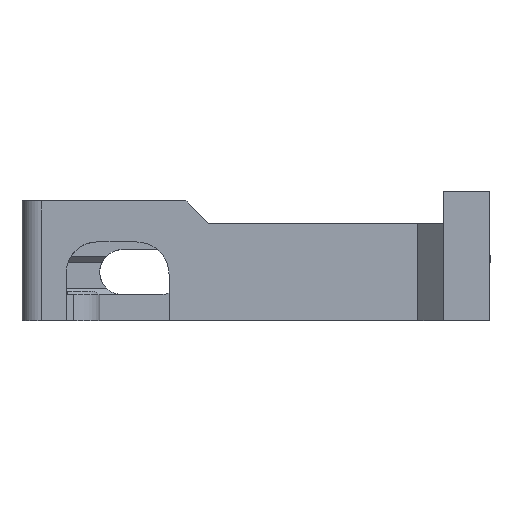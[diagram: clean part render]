
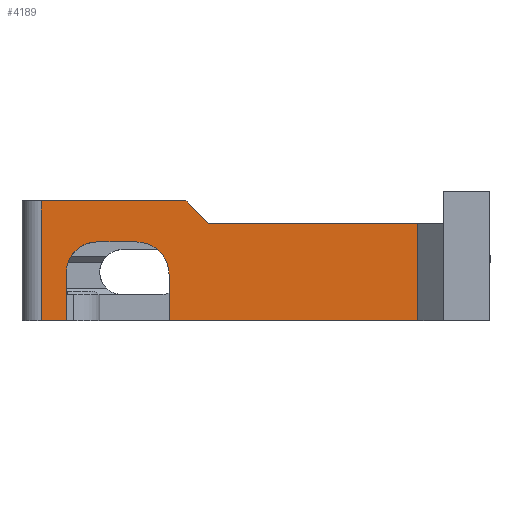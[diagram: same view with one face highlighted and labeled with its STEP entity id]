
A CAD part, left-side view. The second image highlights one B-rep face of the part: STEP entity #4189.
In plain terms, the highlighted planar face has unit normal (-1, 0, 0).
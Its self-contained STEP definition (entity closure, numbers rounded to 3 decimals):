
#29 = LINE ( 'NONE', #2664, #4821 ) ;
#30 = LINE ( 'NONE', #3946, #480 ) ;
#49 = DIRECTION ( 'NONE',  ( 0., 0., -1. ) ) ;
#59 = DIRECTION ( 'NONE',  ( 0., -1., 0. ) ) ;
#151 = CARTESIAN_POINT ( 'NONE',  ( -62.69, -31.594, 11.669 ) ) ;
#264 = DIRECTION ( 'NONE',  ( 0., 1., 0. ) ) ;
#358 = DIRECTION ( 'NONE',  ( 0., -1., 0. ) ) ;
#398 = EDGE_LOOP ( 'NONE', ( #4111, #3241, #775, #970, #4709, #2529, #747, #719, #4619, #4301, #4347, #2549 ) ) ;
#430 = VERTEX_POINT ( 'NONE', #1639 ) ;
#448 = LINE ( 'NONE', #2464, #3212 ) ;
#480 = VECTOR ( 'NONE', #3227, 1000. ) ;
#554 = LINE ( 'NONE', #4577, #2517 ) ;
#558 = DIRECTION ( 'NONE',  ( 0., 0., 1. ) ) ;
#568 = EDGE_CURVE ( 'NONE', #3018, #1264, #448, .T. ) ;
#638 = DIRECTION ( 'NONE',  ( 0., 1., 0. ) ) ;
#719 = ORIENTED_EDGE ( 'NONE', *, *, #3152, .F. ) ;
#747 = ORIENTED_EDGE ( 'NONE', *, *, #3681, .F. ) ;
#775 = ORIENTED_EDGE ( 'NONE', *, *, #2718, .F. ) ;
#795 = AXIS2_PLACEMENT_3D ( 'NONE', #1670, #4316, #3577 ) ;
#801 = DIRECTION ( 'NONE',  ( 0., 0., 1. ) ) ;
#945 = CARTESIAN_POINT ( 'NONE',  ( -62.69, -20.426, 12. ) ) ;
#959 = PLANE ( 'NONE',  #3755 ) ;
#970 = ORIENTED_EDGE ( 'NONE', *, *, #3836, .T. ) ;
#1030 = VECTOR ( 'NONE', #358, 1000. ) ;
#1253 = FACE_OUTER_BOUND ( 'NONE', #398, .T. ) ;
#1264 = VERTEX_POINT ( 'NONE', #2707 ) ;
#1340 = EDGE_CURVE ( 'NONE', #4097, #3445, #554, .T. ) ;
#1341 = DIRECTION ( 'NONE',  ( -1., 0., 0. ) ) ;
#1561 = EDGE_CURVE ( 'NONE', #2650, #2474, #3159, .T. ) ;
#1639 = CARTESIAN_POINT ( 'NONE',  ( -62.69, -31.594, 4.5 ) ) ;
#1642 = VERTEX_POINT ( 'NONE', #4331 ) ;
#1670 = CARTESIAN_POINT ( 'NONE',  ( -62.69, -26.594, 11.669 ) ) ;
#1731 = VECTOR ( 'NONE', #3671, 1000. ) ;
#1853 = CIRCLE ( 'NONE', #4291, 4.669 ) ;
#1856 = LINE ( 'NONE', #2228, #4404 ) ;
#1896 = EDGE_CURVE ( 'NONE', #1642, #1264, #3277, .T. ) ;
#1911 = CARTESIAN_POINT ( 'NONE',  ( -62.69, -31.594, 12. ) ) ;
#1915 = CARTESIAN_POINT ( 'NONE',  ( -62.69, -11.894, 4.5 ) ) ;
#1998 = VERTEX_POINT ( 'NONE', #1915 ) ;
#2002 = EDGE_CURVE ( 'NONE', #430, #3018, #2576, .T. ) ;
#2214 = VECTOR ( 'NONE', #4621, 1000. ) ;
#2228 = CARTESIAN_POINT ( 'NONE',  ( -62.69, -30.426, 16.669 ) ) ;
#2263 = EDGE_CURVE ( 'NONE', #430, #2474, #3263, .T. ) ;
#2360 = CARTESIAN_POINT ( 'NONE',  ( -62.69, -15.757, 4.5 ) ) ;
#2399 = CARTESIAN_POINT ( 'NONE',  ( -62.69, -11.894, 23. ) ) ;
#2464 = CARTESIAN_POINT ( 'NONE',  ( -62.69, -70., 19.5 ) ) ;
#2474 = VERTEX_POINT ( 'NONE', #151 ) ;
#2517 = VECTOR ( 'NONE', #49, 1000. ) ;
#2529 = ORIENTED_EDGE ( 'NONE', *, *, #1340, .F. ) ;
#2549 = ORIENTED_EDGE ( 'NONE', *, *, #568, .T. ) ;
#2576 = LINE ( 'NONE', #4587, #4434 ) ;
#2645 = CARTESIAN_POINT ( 'NONE',  ( -62.69, -26.594, 16.669 ) ) ;
#2650 = VERTEX_POINT ( 'NONE', #2645 ) ;
#2664 = CARTESIAN_POINT ( 'NONE',  ( -62.69, -11.894, 4.5 ) ) ;
#2707 = CARTESIAN_POINT ( 'NONE',  ( -62.69, -70., 19.5 ) ) ;
#2718 = EDGE_CURVE ( 'NONE', #4119, #3421, #30, .T. ) ;
#2771 = VECTOR ( 'NONE', #801, 1000. ) ;
#2792 = CARTESIAN_POINT ( 'NONE',  ( -62.69, -20.426, 16.669 ) ) ;
#2901 = CARTESIAN_POINT ( 'NONE',  ( -62.69, -70., 4.5 ) ) ;
#2960 = VERTEX_POINT ( 'NONE', #2792 ) ;
#3018 = VERTEX_POINT ( 'NONE', #2901 ) ;
#3152 = EDGE_CURVE ( 'NONE', #2650, #2960, #1856, .T. ) ;
#3159 = CIRCLE ( 'NONE', #795, 5. ) ;
#3212 = VECTOR ( 'NONE', #558, 1000. ) ;
#3227 = DIRECTION ( 'NONE',  ( 0., -1., 0. ) ) ;
#3241 = ORIENTED_EDGE ( 'NONE', *, *, #3655, .T. ) ;
#3263 = LINE ( 'NONE', #1911, #2771 ) ;
#3277 = LINE ( 'NONE', #4159, #1030 ) ;
#3296 = CARTESIAN_POINT ( 'NONE',  ( -62.69, -33.21, 24. ) ) ;
#3421 = VERTEX_POINT ( 'NONE', #3868 ) ;
#3432 = LINE ( 'NONE', #4242, #2214 ) ;
#3445 = VERTEX_POINT ( 'NONE', #2360 ) ;
#3448 = EDGE_CURVE ( 'NONE', #1998, #3445, #3432, .T. ) ;
#3577 = DIRECTION ( 'NONE',  ( 0., 1., 0. ) ) ;
#3587 = CARTESIAN_POINT ( 'NONE',  ( -62.69, -15.757, 12. ) ) ;
#3655 = EDGE_CURVE ( 'NONE', #1642, #3421, #3983, .T. ) ;
#3671 = DIRECTION ( 'NONE',  ( 0., 0.707, 0.707 ) ) ;
#3681 = EDGE_CURVE ( 'NONE', #2960, #4097, #1853, .T. ) ;
#3755 = AXIS2_PLACEMENT_3D ( 'NONE', #4407, #4377, #638 ) ;
#3836 = EDGE_CURVE ( 'NONE', #4119, #1998, #29, .T. ) ;
#3868 = CARTESIAN_POINT ( 'NONE',  ( -62.69, -34.21, 23. ) ) ;
#3946 = CARTESIAN_POINT ( 'NONE',  ( -62.69, -6.894, 23. ) ) ;
#3983 = LINE ( 'NONE', #3296, #1731 ) ;
#3998 = DIRECTION ( 'NONE',  ( 0., -1., 0. ) ) ;
#4097 = VERTEX_POINT ( 'NONE', #3587 ) ;
#4111 = ORIENTED_EDGE ( 'NONE', *, *, #1896, .F. ) ;
#4119 = VERTEX_POINT ( 'NONE', #2399 ) ;
#4159 = CARTESIAN_POINT ( 'NONE',  ( -62.69, -6.274, 19.5 ) ) ;
#4168 = DIRECTION ( 'NONE',  ( 0., 0., -1. ) ) ;
#4189 = ADVANCED_FACE ( 'NONE', ( #1253 ), #959, .F. ) ;
#4242 = CARTESIAN_POINT ( 'NONE',  ( -62.69, -6.274, 4.5 ) ) ;
#4291 = AXIS2_PLACEMENT_3D ( 'NONE', #945, #1341, #3998 ) ;
#4301 = ORIENTED_EDGE ( 'NONE', *, *, #2263, .F. ) ;
#4316 = DIRECTION ( 'NONE',  ( 1., 0., 0. ) ) ;
#4331 = CARTESIAN_POINT ( 'NONE',  ( -62.69, -37.71, 19.5 ) ) ;
#4347 = ORIENTED_EDGE ( 'NONE', *, *, #2002, .T. ) ;
#4377 = DIRECTION ( 'NONE',  ( 1., 0., 0. ) ) ;
#4404 = VECTOR ( 'NONE', #264, 1000. ) ;
#4407 = CARTESIAN_POINT ( 'NONE',  ( -62.69, -6.894, 19.5 ) ) ;
#4434 = VECTOR ( 'NONE', #59, 1000. ) ;
#4577 = CARTESIAN_POINT ( 'NONE',  ( -62.69, -15.757, 12. ) ) ;
#4587 = CARTESIAN_POINT ( 'NONE',  ( -62.69, -6.274, 4.5 ) ) ;
#4619 = ORIENTED_EDGE ( 'NONE', *, *, #1561, .T. ) ;
#4621 = DIRECTION ( 'NONE',  ( 0., -1., 0. ) ) ;
#4709 = ORIENTED_EDGE ( 'NONE', *, *, #3448, .T. ) ;
#4821 = VECTOR ( 'NONE', #4168, 1000. ) ;
